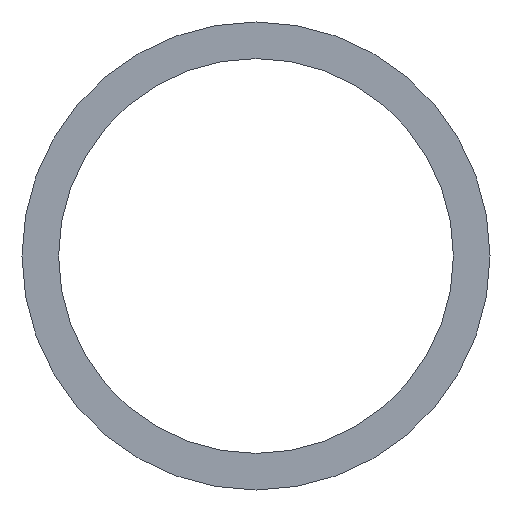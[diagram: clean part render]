
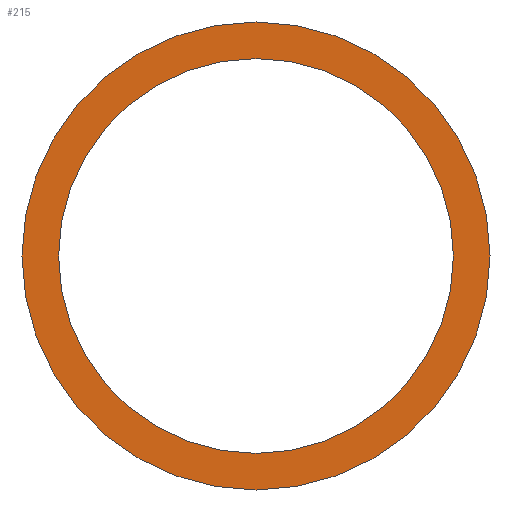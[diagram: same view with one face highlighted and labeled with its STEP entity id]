
A CAD part, front view. The second image highlights one B-rep face of the part: STEP entity #215.
In plain terms, the highlighted planar face has unit normal (0, -1, 0).
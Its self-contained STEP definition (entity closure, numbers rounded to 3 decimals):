
#4 = DIRECTION ( 'NONE',  ( 0., 0., 1. ) ) ;
#6 = DIRECTION ( 'NONE',  ( 0., 1., 0. ) ) ;
#13 = ORIENTED_EDGE ( 'NONE', *, *, #151, .T. ) ;
#14 = AXIS2_PLACEMENT_3D ( 'NONE', #183, #223, #115 ) ;
#24 = FACE_BOUND ( 'NONE', #119, .T. ) ;
#27 = DIRECTION ( 'NONE',  ( 0., 1., 0. ) ) ;
#45 = CARTESIAN_POINT ( 'NONE',  ( 0., 0., 0. ) ) ;
#46 = CARTESIAN_POINT ( 'NONE',  ( 0., 0., -13.5 ) ) ;
#48 = VERTEX_POINT ( 'NONE', #217 ) ;
#62 = CARTESIAN_POINT ( 'NONE',  ( 0., 0., -16. ) ) ;
#66 = DIRECTION ( 'NONE',  ( 0., 1., 0. ) ) ;
#75 = VERTEX_POINT ( 'NONE', #62 ) ;
#86 = EDGE_LOOP ( 'NONE', ( #218, #220 ) ) ;
#94 = CARTESIAN_POINT ( 'NONE',  ( 0., 0., 0. ) ) ;
#101 = AXIS2_PLACEMENT_3D ( 'NONE', #137, #27, #4 ) ;
#114 = CIRCLE ( 'NONE', #14, 16. ) ;
#115 = DIRECTION ( 'NONE',  ( 0., 0., 1. ) ) ;
#116 = PLANE ( 'NONE',  #126 ) ;
#119 = EDGE_LOOP ( 'NONE', ( #153, #13 ) ) ;
#121 = CARTESIAN_POINT ( 'NONE',  ( 0., 0., 0. ) ) ;
#125 = EDGE_CURVE ( 'NONE', #195, #75, #169, .T. ) ;
#126 = AXIS2_PLACEMENT_3D ( 'NONE', #94, #66, #202 ) ;
#130 = AXIS2_PLACEMENT_3D ( 'NONE', #121, #6, #140 ) ;
#137 = CARTESIAN_POINT ( 'NONE',  ( 0., 0., 0. ) ) ;
#140 = DIRECTION ( 'NONE',  ( 0., 0., 1. ) ) ;
#141 = DIRECTION ( 'NONE',  ( 0., 0., 1. ) ) ;
#151 = EDGE_CURVE ( 'NONE', #48, #156, #178, .T. ) ;
#153 = ORIENTED_EDGE ( 'NONE', *, *, #249, .T. ) ;
#156 = VERTEX_POINT ( 'NONE', #46 ) ;
#169 = CIRCLE ( 'NONE', #130, 16. ) ;
#170 = EDGE_CURVE ( 'NONE', #75, #195, #114, .T. ) ;
#178 = CIRCLE ( 'NONE', #101, 13.5 ) ;
#183 = CARTESIAN_POINT ( 'NONE',  ( 0., 0., 0. ) ) ;
#195 = VERTEX_POINT ( 'NONE', #243 ) ;
#202 = DIRECTION ( 'NONE',  ( 0., 0., 1. ) ) ;
#213 = AXIS2_PLACEMENT_3D ( 'NONE', #45, #239, #141 ) ;
#215 = ADVANCED_FACE ( 'NONE', ( #231, #24 ), #116, .F. ) ;
#217 = CARTESIAN_POINT ( 'NONE',  ( 0., 0., 13.5 ) ) ;
#218 = ORIENTED_EDGE ( 'NONE', *, *, #170, .F. ) ;
#220 = ORIENTED_EDGE ( 'NONE', *, *, #125, .F. ) ;
#223 = DIRECTION ( 'NONE',  ( 0., 1., 0. ) ) ;
#231 = FACE_OUTER_BOUND ( 'NONE', #86, .T. ) ;
#235 = CIRCLE ( 'NONE', #213, 13.5 ) ;
#239 = DIRECTION ( 'NONE',  ( 0., 1., 0. ) ) ;
#243 = CARTESIAN_POINT ( 'NONE',  ( 0., 0., 16. ) ) ;
#249 = EDGE_CURVE ( 'NONE', #156, #48, #235, .T. ) ;
